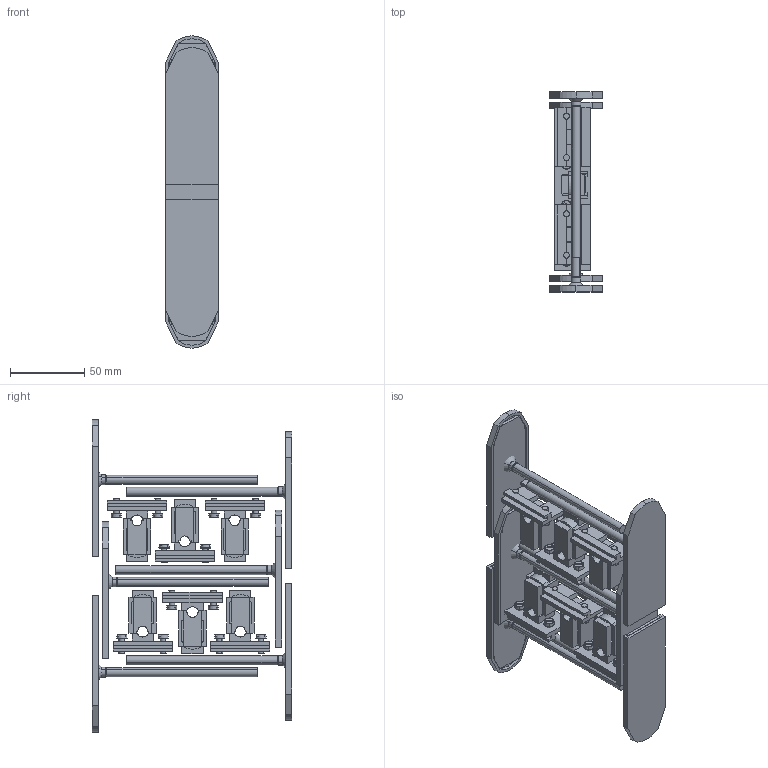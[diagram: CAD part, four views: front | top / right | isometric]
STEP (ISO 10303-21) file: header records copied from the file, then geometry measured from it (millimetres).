
FILE_DESCRIPTION (( 'STEP AP214' ), '1' );
FILE_NAME ('7425974_KSTP1.stp', '2018-02-22T06:43:41', ( '' ), ( '' ), 'SwSTEP 2.0', 'SolidWorks 2016', '' );
FILE_SCHEMA (( 'AUTOMOTIVE_DESIGN' ));
Length unit declared in the file: millimetre
Products named in the file (9): 001701_Nivellierst》ze 110; 001134_Standard; 108251_110 mm l„nge; 001133_Standard; 7425974_KSTP1; 001232_Standard; 001132_Standard; 35104201_Standard; 001131_Standard
Assembly tree (19 placements, depth 3):
  7425974_KSTP1
    001701_Nivellierst》ze 110  x6
      001133_Standard
      108251_110 mm l„nge
      001134_Standard
    001232_Standard  x6
      001131_Standard
      35104201_Standard
      001132_Standard
Bounding box: 35.65 x 135 x 211 mm (x, y, z)
Volume: 158133.1 mm3; surface area: 147358.5 mm2
Topology: 42 solids, 42 shells, 900 faces, 2358 edges, 1536 vertices
Faces by surface type: plane 666, cylinder 108, cone 66, torus 60
Entity records: 4791 total; most frequent: CARTESIAN_POINT 847, DIRECTION 722, ORIENTED_EDGE 714, EDGE_CURVE 357, LINE 288, VECTOR 288, VERTEX_POINT 233, AXIS2_PLACEMENT_3D 217
